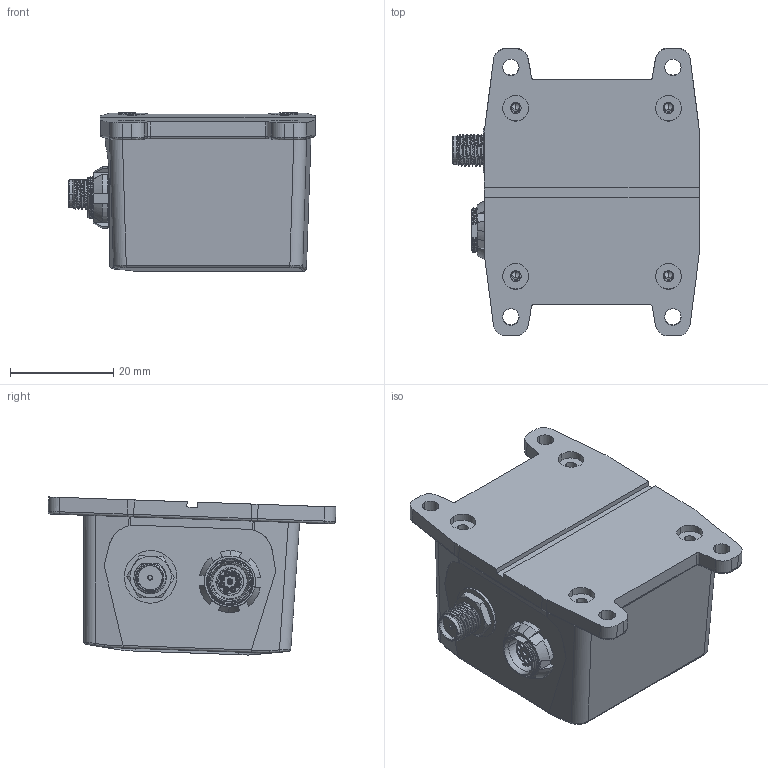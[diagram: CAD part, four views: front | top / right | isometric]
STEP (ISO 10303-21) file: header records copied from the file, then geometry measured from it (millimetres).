
FILE_DESCRIPTION (( 'STEP AP214' ), '1' );
FILE_NAME ('蚾饜极-MAIN-ANT-0618-V1-0816-01.STEP', '2021-08-16T13:20:26', ( '' ), ( '' ), 'SwSTEP 2.0', 'SolidWorks 2020', '' );
FILE_SCHEMA (( 'AUTOMOTIVE_DESIGN' ));
Length unit declared in the file: millimetre
Products named in the file (14): HANGCHA; SMA-RF-0722; MAIN-ANT-0618-V1-0721; 菴媼圉; fc_deco_slot_nut_m9x0_5_1_3; MAIN-dizuo-0618-V1; SW3DPS-FISCHER_DBPU_102_A059-130_1; fc_deco_slot_nut_m9x0_5_1_2; MAIN-泂祧-0803; fc_deco_slot_nut_m9x0_5_1; 菴珨圉; 璋芛; 扞け謂-0722; 蚾饜极-MAIN-ANT-0618-V1-0816-01
Assembly tree (14 placements, depth 3):
  蚾饜极-MAIN-ANT-0618-V1-0816-01
    MAIN-ANT-0618-V1-0721
    MAIN-dizuo-0618-V1
    HANGCHA
      SW3DPS-FISCHER_DBPU_102_A059-130_1
      fc_deco_slot_nut_m9x0_5_1
      fc_deco_slot_nut_m9x0_5_1_2
      fc_deco_slot_nut_m9x0_5_1_3
    SMA-RF-0722
      菴珨圉
      菴媼圉
      扞け謂-0722
    MAIN-泂祧-0803
    璋芛  x2
Bounding box: 47.79 x 55.79 x 30.64 mm (x, y, z)
Volume: 17382.4 mm3; surface area: 20423.1 mm2
Topology: 19 solids, 21 shells, 4364 faces, 11824 edges, 7814 vertices
Faces by surface type: plane 2192, bspline 1418, cylinder 547, cone 143, torus 64
Entity records: 256843 total; most frequent: CARTESIAN_POINT 116083, ORIENTED_EDGE 23528, DIRECTION 14745, EDGE_CURVE 11769, VERTEX_POINT 7800, VECTOR 7031, LINE 7031, EDGE_LOOP 4757
